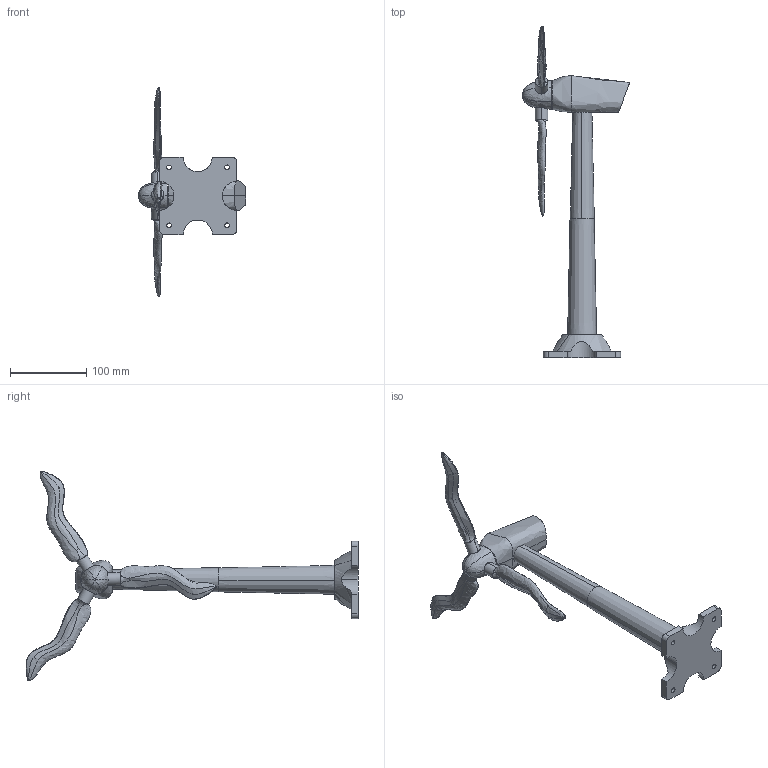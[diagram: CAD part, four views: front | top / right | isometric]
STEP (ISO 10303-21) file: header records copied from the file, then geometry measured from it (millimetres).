
FILE_DESCRIPTION (( 'STEP AP214' ), '1' );
FILE_NAME ('Wind turbine assembly MARC2(cordinate).STEP', '2021-04-23T09:31:59', ( '' ), ( '' ), 'SwSTEP 2.0', 'SolidWorks 2020', '' );
FILE_SCHEMA (( 'AUTOMOTIVE_DESIGN' ));
Length unit declared in the file: metre
Products named in the file (12): 2780T350_HIGH-LOAD BEARING_2780T35; connecting rod; Turbine Hub; Wind turbine lower mast; Turbine main shaft; nacelle; 98408A134_SIDE-MOUNT EXTERNAL RETAINING RING  E-STYLE_98408A134; Wind turbine assembly MARC2(cordinate); Mirrornacelle; Wind turbine upper mast; base; rundwa wing(1)
Assembly tree (16 placements, depth 2):
  Wind turbine assembly MARC2(cordinate)
    base
    Wind turbine lower mast
    Wind turbine upper mast
    nacelle
    connecting rod
    Turbine Hub  x3
    2780T350_HIGH-LOAD BEARING_2780T35  x2
    Turbine main shaft
    98408A134_SIDE-MOUNT EXTERNAL RETAINING RING  E-STYLE_98408A134
    Mirrornacelle
    rundwa wing(1)  x3
Bounding box: 140.97 x 436.32 x 275.75 mm (x, y, z)
Volume: 586626.9 mm3; surface area: 172155.5 mm2
Topology: 44 solids, 47 shells, 429 faces, 1046 edges, 685 vertices
Faces by surface type: cylinder 160, plane 133, bspline 48, sphere 40, cone 36, torus 12
Entity records: 16944 total; most frequent: CARTESIAN_POINT 9623, DIRECTION 1392, ORIENTED_EDGE 1272, EDGE_CURVE 636, AXIS2_PLACEMENT_3D 554, VERTEX_POINT 423, EDGE_LOOP 305, VECTOR 284
